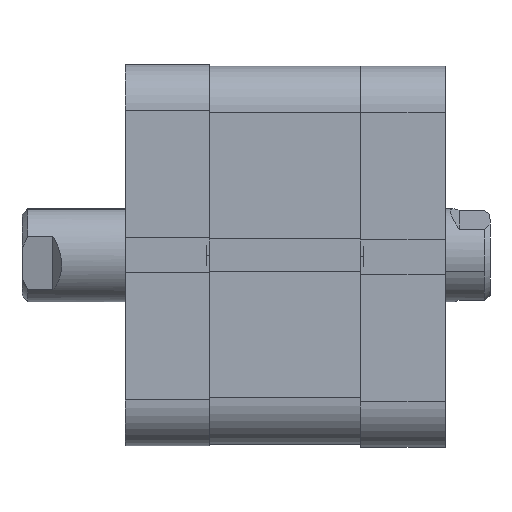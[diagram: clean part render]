
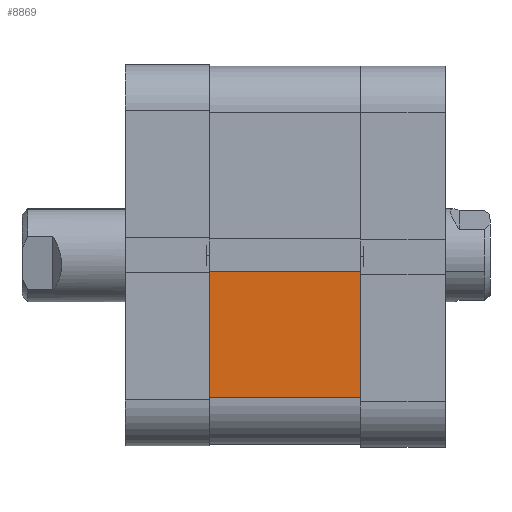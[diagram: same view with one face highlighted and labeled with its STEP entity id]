
A CAD part, front view. The second image highlights one B-rep face of the part: STEP entity #8869.
In plain terms, the highlighted planar face has unit normal (0, -1, 0).
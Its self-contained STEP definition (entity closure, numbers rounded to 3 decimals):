
#316 = CARTESIAN_POINT ( 'NONE',  ( 26.001, -32.5, -2.8 ) ) ;
#604 = VECTOR ( 'NONE', #19202, 1000. ) ;
#1381 = DIRECTION ( 'NONE',  ( 0., 0., 1. ) ) ;
#1396 = EDGE_CURVE ( 'NONE', #13673, #21612, #17604, .T. ) ;
#1448 = CARTESIAN_POINT ( 'NONE',  ( 0., -32.5, -32.5 ) ) ;
#2296 = ORIENTED_EDGE ( 'NONE', *, *, #1396, .T. ) ;
#2455 = CARTESIAN_POINT ( 'NONE',  ( 26., -32.5, -24.5 ) ) ;
#3309 = CARTESIAN_POINT ( 'NONE',  ( 26., -32.5, -24.5 ) ) ;
#3512 = VERTEX_POINT ( 'NONE', #20339 ) ;
#5423 = LINE ( 'NONE', #8880, #604 ) ;
#5914 = VECTOR ( 'NONE', #7292, 1000. ) ;
#7292 = DIRECTION ( 'NONE',  ( 1., 0., 0. ) ) ;
#7392 = VECTOR ( 'NONE', #21879, 1000. ) ;
#8797 = ORIENTED_EDGE ( 'NONE', *, *, #11236, .T. ) ;
#8869 = ADVANCED_FACE ( 'NONE', ( #12341 ), #11686, .F. ) ;
#8880 = CARTESIAN_POINT ( 'NONE',  ( 26., -32.5, -32.5 ) ) ;
#9806 = CARTESIAN_POINT ( 'NONE',  ( 0., -32.5, -24.5 ) ) ;
#11236 = EDGE_CURVE ( 'NONE', #19147, #13673, #18505, .T. ) ;
#11686 = PLANE ( 'NONE',  #21348 ) ;
#11848 = EDGE_CURVE ( 'NONE', #3512, #21612, #5423, .T. ) ;
#12341 = FACE_OUTER_BOUND ( 'NONE', #21123, .T. ) ;
#12418 = ORIENTED_EDGE ( 'NONE', *, *, #11848, .F. ) ;
#12938 = CARTESIAN_POINT ( 'NONE',  ( 0., -32.5, -2.8 ) ) ;
#13673 = VERTEX_POINT ( 'NONE', #9806 ) ;
#13990 = ORIENTED_EDGE ( 'NONE', *, *, #21304, .T. ) ;
#15694 = DIRECTION ( 'NONE',  ( -1., 0., 0. ) ) ;
#16847 = DIRECTION ( 'NONE',  ( 0., 1., 0. ) ) ;
#17604 = LINE ( 'NONE', #2455, #5914 ) ;
#18505 = LINE ( 'NONE', #1448, #7392 ) ;
#19147 = VERTEX_POINT ( 'NONE', #12938 ) ;
#19202 = DIRECTION ( 'NONE',  ( 0., 0., -1. ) ) ;
#19380 = LINE ( 'NONE', #316, #20715 ) ;
#20339 = CARTESIAN_POINT ( 'NONE',  ( 26., -32.5, -2.8 ) ) ;
#20341 = CARTESIAN_POINT ( 'NONE',  ( 26., -32.5, -32.5 ) ) ;
#20715 = VECTOR ( 'NONE', #15694, 1000. ) ;
#21123 = EDGE_LOOP ( 'NONE', ( #13990, #8797, #2296, #12418 ) ) ;
#21304 = EDGE_CURVE ( 'NONE', #3512, #19147, #19380, .T. ) ;
#21348 = AXIS2_PLACEMENT_3D ( 'NONE', #20341, #16847, #1381 ) ;
#21612 = VERTEX_POINT ( 'NONE', #3309 ) ;
#21879 = DIRECTION ( 'NONE',  ( 0., 0., -1. ) ) ;
